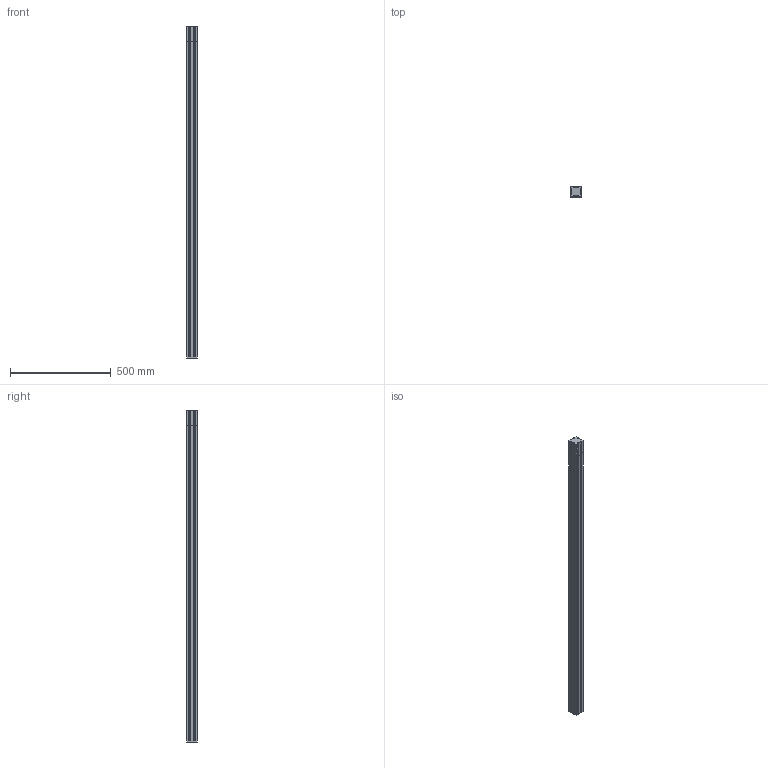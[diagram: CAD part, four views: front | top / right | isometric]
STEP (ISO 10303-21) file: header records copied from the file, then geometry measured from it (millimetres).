
FILE_DESCRIPTION(/* description */ (''),/* implementation_level */ '2;1');
FILE_NAME(/* name */ 'stringer-plenum.step',/* time_stamp */ '2019-08-04T12:08:56-05:00',/* author */ (''),/* organization */ (''),/* preprocessor_version */ 'ST-DEVELOPER v18',/* originating_system */ 'Autodesk Translation Framework v8.2.0.1029',/* authorisation */ '');
FILE_SCHEMA (('AUTOMOTIVE_DESIGN { 1 0 10303 214 3 1 1 }'));
Length unit declared in the file: inch
Products named in the file (2): stringer-plenum2; Component1
Assembly tree (1 placements, depth 2):
  stringer-plenum2
    Component1
Bounding box: 50.8 x 50.8 x 1651 mm (x, y, z)
Volume: 4260636.9 mm3; surface area: 1377668.5 mm2
Topology: 66 solids, 66 shells, 470 faces, 1004 edges, 666 vertices
Faces by surface type: plane 418, cylinder 52
Entity records: 12489 total; most frequent: CARTESIAN_POINT 2143, DIRECTION 2054, ORIENTED_EDGE 2008, EDGE_CURVE 1004, LINE 900, VECTOR 900, VERTEX_POINT 666, AXIS2_PLACEMENT_3D 577
